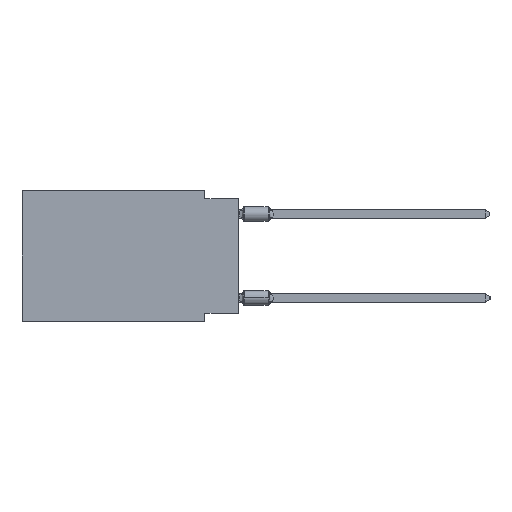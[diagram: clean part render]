
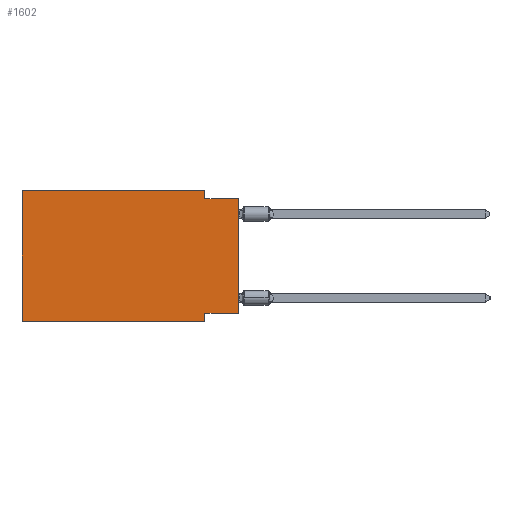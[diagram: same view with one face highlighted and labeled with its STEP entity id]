
A CAD part, left-side view. The second image highlights one B-rep face of the part: STEP entity #1602.
In plain terms, the highlighted planar face has unit normal (-1, 0, 0).
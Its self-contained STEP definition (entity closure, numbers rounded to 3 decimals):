
#1489 = LINE ( 'NONE', #13739, #15487 ) ;
#1602 = ADVANCED_FACE ( 'NONE', ( #6080 ), #12206, .F. ) ;
#1693 = VERTEX_POINT ( 'NONE', #29326 ) ;
#2378 = DIRECTION ( 'NONE',  ( 0., -1., 0. ) ) ;
#2407 = DIRECTION ( 'NONE',  ( 0., -1., 0. ) ) ;
#3949 = CARTESIAN_POINT ( 'NONE',  ( 0., 16.383, 0. ) ) ;
#4853 = EDGE_CURVE ( 'NONE', #5781, #1693, #23543, .T. ) ;
#5781 = VERTEX_POINT ( 'NONE', #24192 ) ;
#5982 = ORIENTED_EDGE ( 'NONE', *, *, #33430, .F. ) ;
#6036 = CARTESIAN_POINT ( 'NONE',  ( 0., 16.383, -9.906 ) ) ;
#6080 = FACE_OUTER_BOUND ( 'NONE', #19883, .T. ) ;
#6166 = VERTEX_POINT ( 'NONE', #36755 ) ;
#6578 = LINE ( 'NONE', #6036, #22513 ) ;
#6731 = CARTESIAN_POINT ( 'NONE',  ( 0., 16.383, 0. ) ) ;
#6920 = DIRECTION ( 'NONE',  ( 0., 0., 1. ) ) ;
#7309 = ORIENTED_EDGE ( 'NONE', *, *, #4853, .T. ) ;
#8316 = LINE ( 'NONE', #11661, #18113 ) ;
#8687 = CARTESIAN_POINT ( 'NONE',  ( 0., 16.383, 0. ) ) ;
#10186 = LINE ( 'NONE', #30857, #23731 ) ;
#11661 = CARTESIAN_POINT ( 'NONE',  ( 0., 2.54, -9.906 ) ) ;
#12206 = PLANE ( 'NONE',  #27097 ) ;
#12618 = CARTESIAN_POINT ( 'NONE',  ( 0., 2.54, -9.906 ) ) ;
#13003 = VECTOR ( 'NONE', #6920, 1000. ) ;
#13739 = CARTESIAN_POINT ( 'NONE',  ( 0., 0., -0.635 ) ) ;
#13957 = LINE ( 'NONE', #25316, #28161 ) ;
#14134 = CARTESIAN_POINT ( 'NONE',  ( 0., 2.54, -9.271 ) ) ;
#15256 = DIRECTION ( 'NONE',  ( 0., 1., 0. ) ) ;
#15487 = VECTOR ( 'NONE', #2407, 1000. ) ;
#15553 = ORIENTED_EDGE ( 'NONE', *, *, #23021, .F. ) ;
#15568 = VECTOR ( 'NONE', #32824, 1000. ) ;
#15817 = VECTOR ( 'NONE', #15256, 1000. ) ;
#16677 = VERTEX_POINT ( 'NONE', #14134 ) ;
#17047 = DIRECTION ( 'NONE',  ( 0., 0., -1. ) ) ;
#17049 = DIRECTION ( 'NONE',  ( 1., 0., 0. ) ) ;
#18113 = VECTOR ( 'NONE', #17047, 1000. ) ;
#18405 = VERTEX_POINT ( 'NONE', #19506 ) ;
#19506 = CARTESIAN_POINT ( 'NONE',  ( 0., 2.54, -0.635 ) ) ;
#19510 = VERTEX_POINT ( 'NONE', #21143 ) ;
#19883 = EDGE_LOOP ( 'NONE', ( #7309, #5982, #22335, #21698, #20382, #23544, #15553, #36189 ) ) ;
#20267 = DIRECTION ( 'NONE',  ( 0., 0., -1. ) ) ;
#20382 = ORIENTED_EDGE ( 'NONE', *, *, #31764, .F. ) ;
#20395 = DIRECTION ( 'NONE',  ( 0., 0., -1. ) ) ;
#20663 = EDGE_CURVE ( 'NONE', #6166, #34257, #6578, .T. ) ;
#21121 = EDGE_CURVE ( 'NONE', #29224, #19510, #10186, .T. ) ;
#21143 = CARTESIAN_POINT ( 'NONE',  ( 0., 2.54, 0. ) ) ;
#21462 = CARTESIAN_POINT ( 'NONE',  ( 0., 0., 0. ) ) ;
#21598 = LINE ( 'NONE', #3949, #13003 ) ;
#21698 = ORIENTED_EDGE ( 'NONE', *, *, #21121, .F. ) ;
#22335 = ORIENTED_EDGE ( 'NONE', *, *, #27786, .F. ) ;
#22433 = EDGE_CURVE ( 'NONE', #5781, #16677, #34826, .T. ) ;
#22513 = VECTOR ( 'NONE', #31711, 1000. ) ;
#23021 = EDGE_CURVE ( 'NONE', #16677, #34257, #8316, .T. ) ;
#23543 = LINE ( 'NONE', #21462, #15568 ) ;
#23544 = ORIENTED_EDGE ( 'NONE', *, *, #20663, .T. ) ;
#23731 = VECTOR ( 'NONE', #2378, 1000. ) ;
#24192 = CARTESIAN_POINT ( 'NONE',  ( 0., 0., -9.271 ) ) ;
#25316 = CARTESIAN_POINT ( 'NONE',  ( 0., 2.54, 0. ) ) ;
#27097 = AXIS2_PLACEMENT_3D ( 'NONE', #8687, #17049, #20395 ) ;
#27786 = EDGE_CURVE ( 'NONE', #19510, #18405, #13957, .T. ) ;
#28161 = VECTOR ( 'NONE', #20267, 1000. ) ;
#29223 = CARTESIAN_POINT ( 'NONE',  ( 0., 0., -9.271 ) ) ;
#29224 = VERTEX_POINT ( 'NONE', #6731 ) ;
#29326 = CARTESIAN_POINT ( 'NONE',  ( 0., 0., -0.635 ) ) ;
#30857 = CARTESIAN_POINT ( 'NONE',  ( 0., 16.383, 0. ) ) ;
#31711 = DIRECTION ( 'NONE',  ( 0., -1., 0. ) ) ;
#31764 = EDGE_CURVE ( 'NONE', #6166, #29224, #21598, .T. ) ;
#32824 = DIRECTION ( 'NONE',  ( 0., 0., 1. ) ) ;
#33430 = EDGE_CURVE ( 'NONE', #18405, #1693, #1489, .T. ) ;
#34257 = VERTEX_POINT ( 'NONE', #12618 ) ;
#34826 = LINE ( 'NONE', #29223, #15817 ) ;
#36189 = ORIENTED_EDGE ( 'NONE', *, *, #22433, .F. ) ;
#36755 = CARTESIAN_POINT ( 'NONE',  ( 0., 16.383, -9.906 ) ) ;
